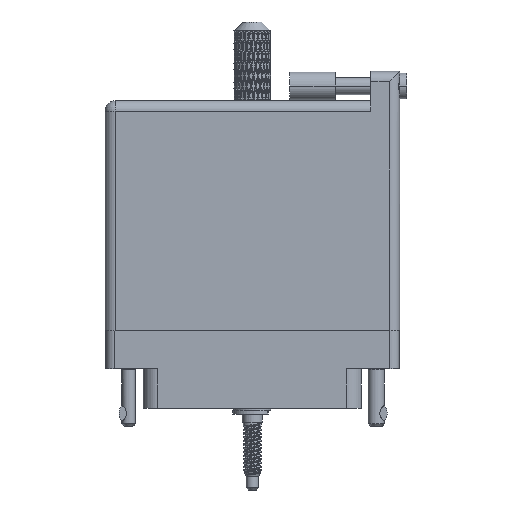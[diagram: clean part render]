
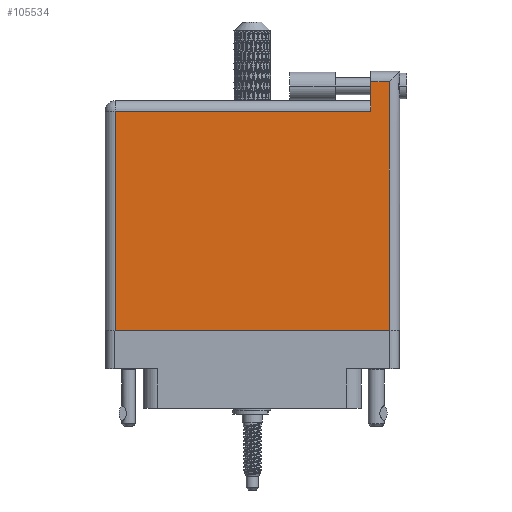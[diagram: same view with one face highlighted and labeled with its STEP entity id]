
A CAD part, front view. The second image highlights one B-rep face of the part: STEP entity #105534.
In plain terms, the highlighted face is planar.
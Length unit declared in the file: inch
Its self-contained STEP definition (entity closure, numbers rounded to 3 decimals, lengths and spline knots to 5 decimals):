
#1485 = VERTEX_POINT ( 'NONE', #104449 ) ;
#2904 = CARTESIAN_POINT ( 'NONE',  ( 1.811, 1.766, 0. ) ) ;
#5848 = LINE ( 'NONE', #98474, #26370 ) ;
#6215 = CARTESIAN_POINT ( 'NONE',  ( 1.811, 1.496, 0. ) ) ;
#6498 = VERTEX_POINT ( 'NONE', #82929 ) ;
#6790 = EDGE_CURVE ( 'NONE', #6498, #1485, #5848, .T. ) ;
#12634 = ORIENTED_EDGE ( 'NONE', *, *, #6790, .T. ) ;
#16321 = CARTESIAN_POINT ( 'NONE',  ( 1.938, 1.766, 0. ) ) ;
#17397 = FACE_OUTER_BOUND ( 'NONE', #34440, .T. ) ;
#17802 = DIRECTION ( 'NONE',  ( -1., 0., 0. ) ) ;
#19498 = CARTESIAN_POINT ( 'NONE',  ( 0.07, 1.496, 0. ) ) ;
#25314 = DIRECTION ( 'NONE',  ( -1., 0., 0. ) ) ;
#26370 = VECTOR ( 'NONE', #107290, 39.37008 ) ;
#27059 = DIRECTION ( 'NONE',  ( 0., 1., 0. ) ) ;
#27120 = VECTOR ( 'NONE', #25314, 39.37008 ) ;
#27517 = ORIENTED_EDGE ( 'NONE', *, *, #87288, .T. ) ;
#29319 = VERTEX_POINT ( 'NONE', #106515 ) ;
#34440 = EDGE_LOOP ( 'NONE', ( #12634, #27517, #81898, #113263, #100427, #63774 ) ) ;
#35375 = CARTESIAN_POINT ( 'NONE',  ( 0.07, 0., 0. ) ) ;
#36742 = VECTOR ( 'NONE', #27059, 39.37008 ) ;
#38172 = LINE ( 'NONE', #40424, #27120 ) ;
#40424 = CARTESIAN_POINT ( 'NONE',  ( 0., 1.496, 0. ) ) ;
#44712 = VECTOR ( 'NONE', #73943, 39.37008 ) ;
#48290 = EDGE_CURVE ( 'NONE', #58718, #86237, #38172, .T. ) ;
#48598 = DIRECTION ( 'NONE',  ( -1., 0., 0. ) ) ;
#51799 = EDGE_CURVE ( 'NONE', #97293, #58718, #85909, .T. ) ;
#57342 = VECTOR ( 'NONE', #96771, 39.37008 ) ;
#58718 = VERTEX_POINT ( 'NONE', #6215 ) ;
#63210 = EDGE_CURVE ( 'NONE', #86237, #6498, #65626, .T. ) ;
#63774 = ORIENTED_EDGE ( 'NONE', *, *, #63210, .T. ) ;
#65626 = LINE ( 'NONE', #35375, #57342 ) ;
#66053 = EDGE_CURVE ( 'NONE', #29319, #97293, #67265, .T. ) ;
#66261 = DIRECTION ( 'NONE',  ( 0., 0., -1. ) ) ;
#67265 = LINE ( 'NONE', #87797, #108402 ) ;
#73943 = DIRECTION ( 'NONE',  ( 0., -1., 0. ) ) ;
#81898 = ORIENTED_EDGE ( 'NONE', *, *, #66053, .T. ) ;
#82929 = CARTESIAN_POINT ( 'NONE',  ( 0.07, 0., 0. ) ) ;
#83592 = CARTESIAN_POINT ( 'NONE',  ( 0., 1.566, 0. ) ) ;
#83845 = AXIS2_PLACEMENT_3D ( 'NONE', #83592, #66261, #48598 ) ;
#85909 = LINE ( 'NONE', #2904, #44712 ) ;
#86237 = VERTEX_POINT ( 'NONE', #19498 ) ;
#87288 = EDGE_CURVE ( 'NONE', #1485, #29319, #95767, .T. ) ;
#87797 = CARTESIAN_POINT ( 'NONE',  ( 0., 1.696, 0. ) ) ;
#95767 = LINE ( 'NONE', #16321, #36742 ) ;
#96771 = DIRECTION ( 'NONE',  ( 0., -1., 0. ) ) ;
#97293 = VERTEX_POINT ( 'NONE', #106394 ) ;
#98474 = CARTESIAN_POINT ( 'NONE',  ( 0., 0., 0. ) ) ;
#100427 = ORIENTED_EDGE ( 'NONE', *, *, #48290, .T. ) ;
#100478 = PLANE ( 'NONE',  #83845 ) ;
#104449 = CARTESIAN_POINT ( 'NONE',  ( 1.938, 0., 0. ) ) ;
#105534 = ADVANCED_FACE ( 'NONE', ( #17397 ), #100478, .F. ) ;
#106394 = CARTESIAN_POINT ( 'NONE',  ( 1.811, 1.696, 0. ) ) ;
#106515 = CARTESIAN_POINT ( 'NONE',  ( 1.938, 1.696, 0. ) ) ;
#107290 = DIRECTION ( 'NONE',  ( 1., 0., 0. ) ) ;
#108402 = VECTOR ( 'NONE', #17802, 39.37008 ) ;
#113263 = ORIENTED_EDGE ( 'NONE', *, *, #51799, .T. ) ;
